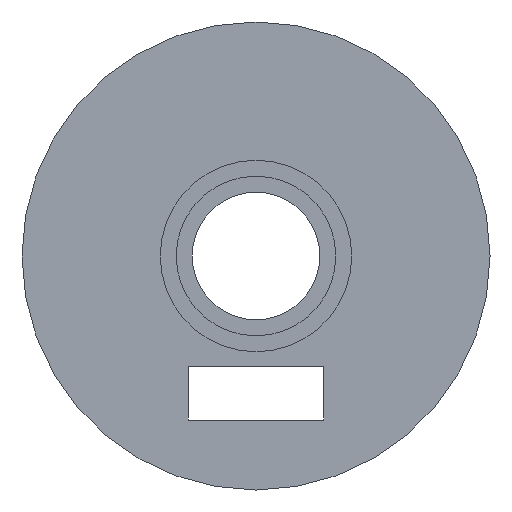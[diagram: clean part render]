
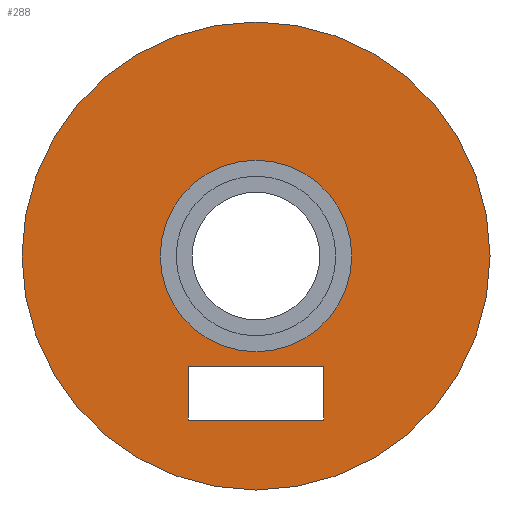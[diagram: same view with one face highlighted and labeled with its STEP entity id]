
A CAD part, front view. The second image highlights one B-rep face of the part: STEP entity #288.
In plain terms, the highlighted planar face has unit normal (0, -1, 0).
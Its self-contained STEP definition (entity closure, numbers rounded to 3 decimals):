
#15=LINE('',#448,#35);
#16=LINE('',#450,#36);
#17=LINE('',#452,#37);
#18=LINE('',#453,#38);
#35=VECTOR('',#361,10.);
#36=VECTOR('',#362,10.);
#37=VECTOR('',#363,10.);
#38=VECTOR('',#364,10.);
#56=PLANE('',#314);
#71=FACE_BOUND('',#109,.T.);
#72=FACE_BOUND('',#110,.T.);
#85=FACE_OUTER_BOUND('',#108,.T.);
#108=EDGE_LOOP('',(#216));
#109=EDGE_LOOP('',(#217,#218,#219,#220));
#110=EDGE_LOOP('',(#221));
#139=CIRCLE('',#312,9.);
#140=CIRCLE('',#315,22.);
#153=VERTEX_POINT('',#440);
#154=VERTEX_POINT('',#444);
#155=VERTEX_POINT('',#446);
#156=VERTEX_POINT('',#447);
#157=VERTEX_POINT('',#449);
#158=VERTEX_POINT('',#451);
#179=EDGE_CURVE('',#153,#153,#139,.T.);
#180=EDGE_CURVE('',#154,#154,#140,.T.);
#181=EDGE_CURVE('',#155,#156,#15,.T.);
#182=EDGE_CURVE('',#156,#157,#16,.T.);
#183=EDGE_CURVE('',#157,#158,#17,.T.);
#184=EDGE_CURVE('',#158,#155,#18,.T.);
#216=ORIENTED_EDGE('',*,*,#180,.T.);
#217=ORIENTED_EDGE('',*,*,#181,.T.);
#218=ORIENTED_EDGE('',*,*,#182,.T.);
#219=ORIENTED_EDGE('',*,*,#183,.T.);
#220=ORIENTED_EDGE('',*,*,#184,.T.);
#221=ORIENTED_EDGE('',*,*,#179,.T.);
#288=ADVANCED_FACE('',(#85,#71,#72),#56,.F.);
#312=AXIS2_PLACEMENT_3D('',#441,#353,#354);
#314=AXIS2_PLACEMENT_3D('',#443,#357,#358);
#315=AXIS2_PLACEMENT_3D('',#445,#359,#360);
#353=DIRECTION('center_axis',(0.,1.,0.));
#354=DIRECTION('ref_axis',(-1.,0.,0.));
#357=DIRECTION('center_axis',(0.,1.,0.));
#358=DIRECTION('ref_axis',(0.,0.,1.));
#359=DIRECTION('center_axis',(0.,-1.,0.));
#360=DIRECTION('ref_axis',(1.,0.,0.));
#361=DIRECTION('',(0.,0.,-1.));
#362=DIRECTION('',(-1.,0.,0.));
#363=DIRECTION('',(0.,0.,1.));
#364=DIRECTION('',(1.,0.,0.));
#440=CARTESIAN_POINT('',(9.,0.,0.));
#441=CARTESIAN_POINT('Origin',(0.,0.,0.));
#443=CARTESIAN_POINT('Origin',(0.,0.,0.));
#444=CARTESIAN_POINT('',(-22.,0.,0.));
#445=CARTESIAN_POINT('Origin',(0.,0.,0.));
#446=CARTESIAN_POINT('',(6.347,0.,-10.419));
#447=CARTESIAN_POINT('',(6.347,0.,-15.419));
#448=CARTESIAN_POINT('',(6.347,0.,-5.21));
#449=CARTESIAN_POINT('',(-6.347,0.,-15.419));
#450=CARTESIAN_POINT('',(3.174,0.,-15.419));
#451=CARTESIAN_POINT('',(-6.347,0.,-10.419));
#452=CARTESIAN_POINT('',(-6.347,0.,-7.71));
#453=CARTESIAN_POINT('',(-3.174,0.,-10.419));
